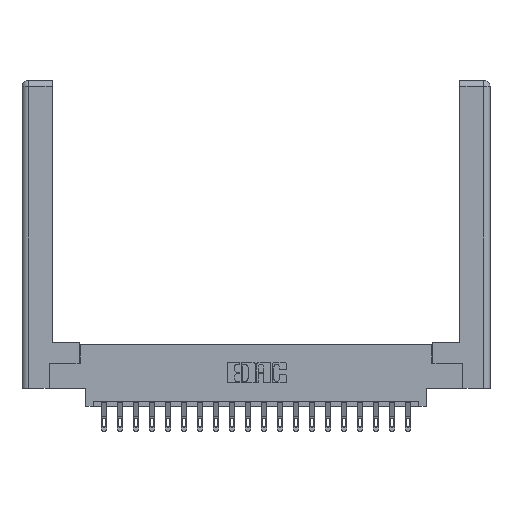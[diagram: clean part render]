
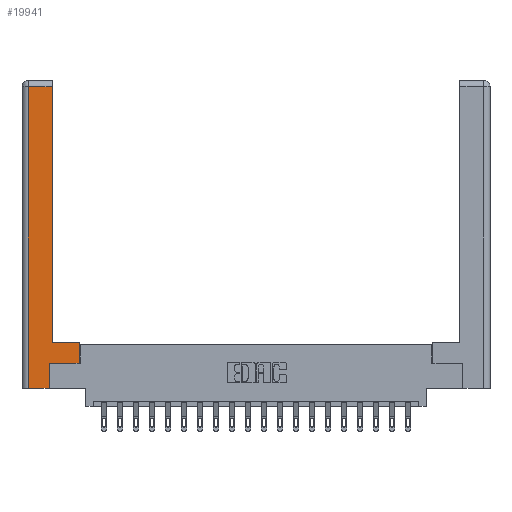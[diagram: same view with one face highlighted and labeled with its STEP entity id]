
A CAD part, top view. The second image highlights one B-rep face of the part: STEP entity #19941.
In plain terms, the highlighted planar face has unit normal (0, 0, 1).
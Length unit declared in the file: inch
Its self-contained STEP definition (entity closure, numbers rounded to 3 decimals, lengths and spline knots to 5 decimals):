
#108 = VECTOR ( 'NONE', #8196, 39.37008 ) ;
#168 = ORIENTED_EDGE ( 'NONE', *, *, #3168, .T. ) ;
#180 = EDGE_CURVE ( 'NONE', #11978, #10638, #9382, .T. ) ;
#797 = VECTOR ( 'NONE', #14244, 39.37008 ) ;
#988 = VECTOR ( 'NONE', #13092, 39.37008 ) ;
#1191 = LINE ( 'NONE', #1586, #11320 ) ;
#1586 = CARTESIAN_POINT ( 'NONE',  ( 0.0615, 2.94, 0. ) ) ;
#1754 = DIRECTION ( 'NONE',  ( 1., 0., 0. ) ) ;
#1949 = CARTESIAN_POINT ( 'NONE',  ( 0.265, 0., 0. ) ) ;
#2535 = CARTESIAN_POINT ( 'NONE',  ( 0.295, 3., 0. ) ) ;
#3168 = EDGE_CURVE ( 'NONE', #17494, #5393, #5488, .T. ) ;
#3463 = LINE ( 'NONE', #21318, #13881 ) ;
#3468 = CARTESIAN_POINT ( 'NONE',  ( 0.0615, 2.94, 0. ) ) ;
#3967 = ORIENTED_EDGE ( 'NONE', *, *, #9156, .T. ) ;
#4996 = CARTESIAN_POINT ( 'NONE',  ( 0.565, 0.45, 0. ) ) ;
#5393 = VERTEX_POINT ( 'NONE', #13661 ) ;
#5488 = LINE ( 'NONE', #2535, #797 ) ;
#5538 = ORIENTED_EDGE ( 'NONE', *, *, #17627, .T. ) ;
#6037 = ORIENTED_EDGE ( 'NONE', *, *, #12935, .T. ) ;
#6058 = AXIS2_PLACEMENT_3D ( 'NONE', #10340, #13888, #18595 ) ;
#6211 = EDGE_CURVE ( 'NONE', #16841, #11978, #10079, .T. ) ;
#7113 = FACE_OUTER_BOUND ( 'NONE', #15815, .T. ) ;
#7177 = DIRECTION ( 'NONE',  ( 0., -1., 0. ) ) ;
#8098 = CARTESIAN_POINT ( 'NONE',  ( 0.565, 0.245, 0. ) ) ;
#8178 = LINE ( 'NONE', #13438, #14882 ) ;
#8196 = DIRECTION ( 'NONE',  ( 0., 1., 0. ) ) ;
#8224 = DIRECTION ( 'NONE',  ( 0., 1., 0. ) ) ;
#8657 = LINE ( 'NONE', #15492, #18708 ) ;
#8914 = PLANE ( 'NONE',  #6058 ) ;
#9127 = VECTOR ( 'NONE', #8224, 39.37008 ) ;
#9156 = EDGE_CURVE ( 'NONE', #5393, #10617, #1191, .T. ) ;
#9382 = LINE ( 'NONE', #4996, #9127 ) ;
#9418 = CARTESIAN_POINT ( 'NONE',  ( 0.565, 0.245, 0. ) ) ;
#9746 = VERTEX_POINT ( 'NONE', #16348 ) ;
#9834 = EDGE_CURVE ( 'NONE', #21274, #16841, #17746, .T. ) ;
#10079 = LINE ( 'NONE', #9418, #988 ) ;
#10340 = CARTESIAN_POINT ( 'NONE',  ( 0., 0., 0. ) ) ;
#10617 = VERTEX_POINT ( 'NONE', #3468 ) ;
#10638 = VERTEX_POINT ( 'NONE', #15437 ) ;
#11320 = VECTOR ( 'NONE', #13136, 39.37008 ) ;
#11726 = ORIENTED_EDGE ( 'NONE', *, *, #180, .T. ) ;
#11978 = VERTEX_POINT ( 'NONE', #8098 ) ;
#12371 = ORIENTED_EDGE ( 'NONE', *, *, #9834, .T. ) ;
#12473 = CARTESIAN_POINT ( 'NONE',  ( 0.265, 0.245, 0. ) ) ;
#12525 = CARTESIAN_POINT ( 'NONE',  ( 0.295, 0.45, 0. ) ) ;
#12935 = EDGE_CURVE ( 'NONE', #10617, #9746, #8657, .T. ) ;
#13092 = DIRECTION ( 'NONE',  ( 1., 0., 0. ) ) ;
#13136 = DIRECTION ( 'NONE',  ( -1., 0., 0. ) ) ;
#13438 = CARTESIAN_POINT ( 'NONE',  ( 0.265, 0., 0. ) ) ;
#13661 = CARTESIAN_POINT ( 'NONE',  ( 0.295, 2.94, 0. ) ) ;
#13881 = VECTOR ( 'NONE', #19350, 39.37008 ) ;
#13888 = DIRECTION ( 'NONE',  ( 0., 0., -1. ) ) ;
#14244 = DIRECTION ( 'NONE',  ( 0., 1., 0. ) ) ;
#14882 = VECTOR ( 'NONE', #1754, 39.37008 ) ;
#15437 = CARTESIAN_POINT ( 'NONE',  ( 0.565, 0.45, 0. ) ) ;
#15492 = CARTESIAN_POINT ( 'NONE',  ( 0.0615, 0., 0. ) ) ;
#15770 = ORIENTED_EDGE ( 'NONE', *, *, #6211, .T. ) ;
#15815 = EDGE_LOOP ( 'NONE', ( #168, #3967, #6037, #18580, #12371, #15770, #11726, #5538 ) ) ;
#16348 = CARTESIAN_POINT ( 'NONE',  ( 0.0615, 0., 0. ) ) ;
#16841 = VERTEX_POINT ( 'NONE', #12473 ) ;
#17494 = VERTEX_POINT ( 'NONE', #12525 ) ;
#17627 = EDGE_CURVE ( 'NONE', #10638, #17494, #3463, .T. ) ;
#17746 = LINE ( 'NONE', #21180, #108 ) ;
#18580 = ORIENTED_EDGE ( 'NONE', *, *, #20630, .T. ) ;
#18595 = DIRECTION ( 'NONE',  ( -1., 0., 0. ) ) ;
#18708 = VECTOR ( 'NONE', #7177, 39.37008 ) ;
#19350 = DIRECTION ( 'NONE',  ( -1., 0., 0. ) ) ;
#19941 = ADVANCED_FACE ( 'NONE', ( #7113 ), #8914, .F. ) ;
#20630 = EDGE_CURVE ( 'NONE', #9746, #21274, #8178, .T. ) ;
#21180 = CARTESIAN_POINT ( 'NONE',  ( 0.265, 0.245, 0. ) ) ;
#21274 = VERTEX_POINT ( 'NONE', #1949 ) ;
#21318 = CARTESIAN_POINT ( 'NONE',  ( 0.295, 0.45, 0. ) ) ;
